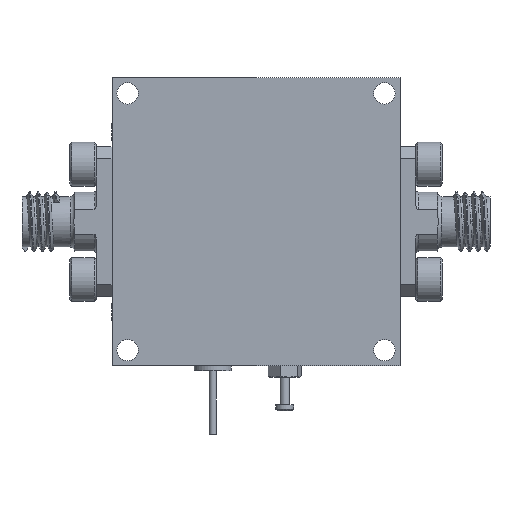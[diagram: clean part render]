
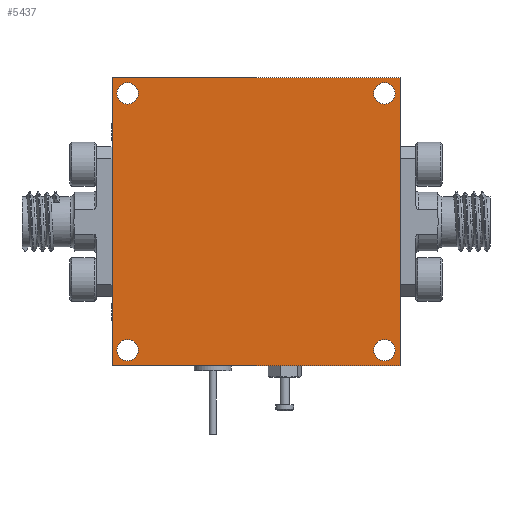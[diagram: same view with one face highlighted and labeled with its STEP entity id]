
A CAD part, front view. The second image highlights one B-rep face of the part: STEP entity #5437.
In plain terms, the highlighted planar face has unit normal (0, -1, 0).
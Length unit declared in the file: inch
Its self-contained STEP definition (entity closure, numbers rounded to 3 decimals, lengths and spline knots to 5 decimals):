
#30 = EDGE_LOOP ( 'NONE', ( #825 ) ) ;
#106 = CARTESIAN_POINT ( 'NONE',  ( -0.535, 0., 0.5795 ) ) ;
#274 = EDGE_LOOP ( 'NONE', ( #883 ) ) ;
#354 = AXIS2_PLACEMENT_3D ( 'NONE', #6682, #9827, #8327 ) ;
#355 = PLANE ( 'NONE',  #354 ) ;
#674 = AXIS2_PLACEMENT_3D ( 'NONE', #5678, #8818, #7168 ) ;
#825 = ORIENTED_EDGE ( 'NONE', *, *, #9453, .T. ) ;
#883 = ORIENTED_EDGE ( 'NONE', *, *, #1897, .T. ) ;
#933 = AXIS2_PLACEMENT_3D ( 'NONE', #2790, #6708, #6613 ) ;
#968 = EDGE_CURVE ( 'NONE', #6585, #6585, #1996, .T. ) ;
#1086 = DIRECTION ( 'NONE',  ( 1., 0., 0. ) ) ;
#1116 = VERTEX_POINT ( 'NONE', #8509 ) ;
#1668 = CIRCLE ( 'NONE', #674, 0.0445 ) ;
#1821 = CARTESIAN_POINT ( 'NONE',  ( 0.6, 0., 0.6 ) ) ;
#1897 = EDGE_CURVE ( 'NONE', #4872, #4872, #1668, .T. ) ;
#1971 = FACE_BOUND ( 'NONE', #5561, .T. ) ;
#1996 = CIRCLE ( 'NONE', #3818, 0.0445 ) ;
#2041 = VECTOR ( 'NONE', #2435, 39.37008 ) ;
#2048 = DIRECTION ( 'NONE',  ( 0., 0., 1. ) ) ;
#2187 = FACE_OUTER_BOUND ( 'NONE', #3165, .T. ) ;
#2196 = CARTESIAN_POINT ( 'NONE',  ( 0.6, 0., -0.6 ) ) ;
#2435 = DIRECTION ( 'NONE',  ( 0., 0., 1. ) ) ;
#2631 = LINE ( 'NONE', #8155, #5166 ) ;
#2790 = CARTESIAN_POINT ( 'NONE',  ( -0.535, 0., -0.535 ) ) ;
#2805 = FACE_BOUND ( 'NONE', #6188, .T. ) ;
#3165 = EDGE_LOOP ( 'NONE', ( #3451, #8500, #7807, #6748 ) ) ;
#3220 = EDGE_CURVE ( 'NONE', #1116, #7936, #9213, .T. ) ;
#3363 = DIRECTION ( 'NONE',  ( 0., 0., -1. ) ) ;
#3451 = ORIENTED_EDGE ( 'NONE', *, *, #6810, .F. ) ;
#3635 = CARTESIAN_POINT ( 'NONE',  ( -0.6, 0., -0.6 ) ) ;
#3818 = AXIS2_PLACEMENT_3D ( 'NONE', #9846, #5883, #2048 ) ;
#4281 = EDGE_CURVE ( 'NONE', #9522, #7427, #9675, .T. ) ;
#4552 = CARTESIAN_POINT ( 'NONE',  ( -0.535, 0., -0.4905 ) ) ;
#4703 = CARTESIAN_POINT ( 'NONE',  ( 0.535, 0., 0.5795 ) ) ;
#4801 = VECTOR ( 'NONE', #8231, 39.37008 ) ;
#4872 = VERTEX_POINT ( 'NONE', #106 ) ;
#5166 = VECTOR ( 'NONE', #3363, 39.37008 ) ;
#5281 = VERTEX_POINT ( 'NONE', #4552 ) ;
#5339 = ORIENTED_EDGE ( 'NONE', *, *, #8436, .T. ) ;
#5421 = DIRECTION ( 'NONE',  ( 0., 1., 0. ) ) ;
#5437 = ADVANCED_FACE ( 'NONE', ( #9254, #6888, #1971, #2805, #2187 ), #355, .F. ) ;
#5561 = EDGE_LOOP ( 'NONE', ( #5339 ) ) ;
#5678 = CARTESIAN_POINT ( 'NONE',  ( -0.535, 0., 0.535 ) ) ;
#5883 = DIRECTION ( 'NONE',  ( 0., 1., 0. ) ) ;
#5902 = CIRCLE ( 'NONE', #933, 0.0445 ) ;
#6144 = EDGE_CURVE ( 'NONE', #7427, #1116, #2631, .T. ) ;
#6188 = EDGE_LOOP ( 'NONE', ( #9746 ) ) ;
#6251 = DIRECTION ( 'NONE',  ( 0., 0., 1. ) ) ;
#6585 = VERTEX_POINT ( 'NONE', #8898 ) ;
#6613 = DIRECTION ( 'NONE',  ( 0., 0., 1. ) ) ;
#6682 = CARTESIAN_POINT ( 'NONE',  ( 0., 0., 0. ) ) ;
#6708 = DIRECTION ( 'NONE',  ( 0., 1., 0. ) ) ;
#6748 = ORIENTED_EDGE ( 'NONE', *, *, #4281, .F. ) ;
#6788 = VECTOR ( 'NONE', #1086, 39.37008 ) ;
#6810 = EDGE_CURVE ( 'NONE', #7936, #9522, #8420, .T. ) ;
#6888 = FACE_BOUND ( 'NONE', #274, .T. ) ;
#6987 = VERTEX_POINT ( 'NONE', #4703 ) ;
#7168 = DIRECTION ( 'NONE',  ( 0., 0., 1. ) ) ;
#7427 = VERTEX_POINT ( 'NONE', #7999 ) ;
#7799 = CARTESIAN_POINT ( 'NONE',  ( 0.535, 0., 0.535 ) ) ;
#7807 = ORIENTED_EDGE ( 'NONE', *, *, #6144, .F. ) ;
#7936 = VERTEX_POINT ( 'NONE', #3635 ) ;
#7999 = CARTESIAN_POINT ( 'NONE',  ( 0.6, 0., 0.6 ) ) ;
#8009 = AXIS2_PLACEMENT_3D ( 'NONE', #7799, #5421, #6251 ) ;
#8155 = CARTESIAN_POINT ( 'NONE',  ( 0.6, 0., 0.6 ) ) ;
#8163 = CARTESIAN_POINT ( 'NONE',  ( -0.6, 0., 0.6 ) ) ;
#8231 = DIRECTION ( 'NONE',  ( -1., 0., 0. ) ) ;
#8327 = DIRECTION ( 'NONE',  ( 0., 0., 1. ) ) ;
#8420 = LINE ( 'NONE', #9242, #2041 ) ;
#8436 = EDGE_CURVE ( 'NONE', #6987, #6987, #8501, .T. ) ;
#8500 = ORIENTED_EDGE ( 'NONE', *, *, #3220, .F. ) ;
#8501 = CIRCLE ( 'NONE', #8009, 0.0445 ) ;
#8509 = CARTESIAN_POINT ( 'NONE',  ( 0.6, 0., -0.6 ) ) ;
#8818 = DIRECTION ( 'NONE',  ( 0., 1., 0. ) ) ;
#8898 = CARTESIAN_POINT ( 'NONE',  ( 0.535, 0., -0.4905 ) ) ;
#9213 = LINE ( 'NONE', #2196, #4801 ) ;
#9242 = CARTESIAN_POINT ( 'NONE',  ( -0.6, 0., 0.6 ) ) ;
#9254 = FACE_BOUND ( 'NONE', #30, .T. ) ;
#9453 = EDGE_CURVE ( 'NONE', #5281, #5281, #5902, .T. ) ;
#9522 = VERTEX_POINT ( 'NONE', #8163 ) ;
#9675 = LINE ( 'NONE', #1821, #6788 ) ;
#9746 = ORIENTED_EDGE ( 'NONE', *, *, #968, .T. ) ;
#9827 = DIRECTION ( 'NONE',  ( 0., 1., 0. ) ) ;
#9846 = CARTESIAN_POINT ( 'NONE',  ( 0.535, 0., -0.535 ) ) ;
